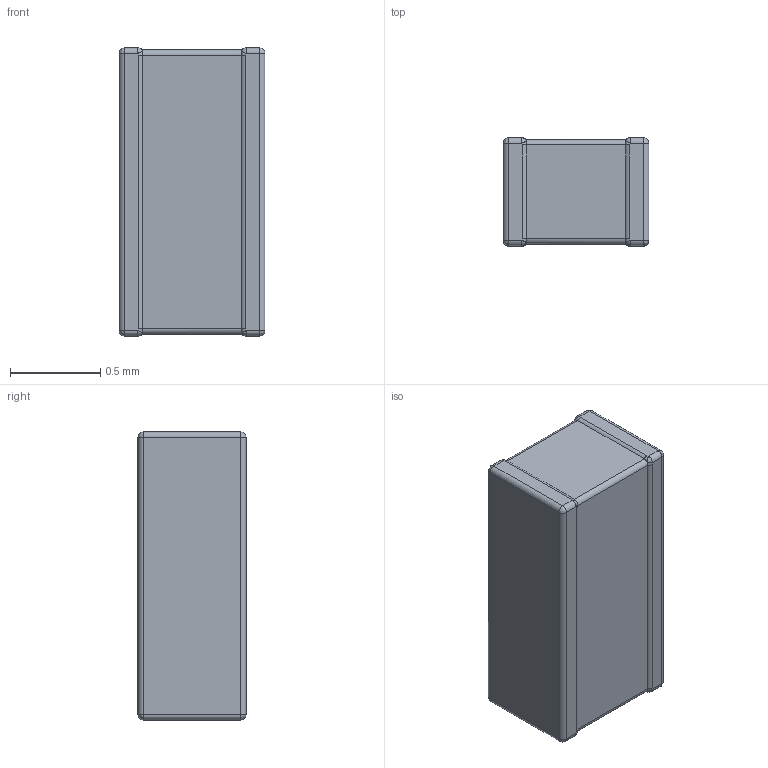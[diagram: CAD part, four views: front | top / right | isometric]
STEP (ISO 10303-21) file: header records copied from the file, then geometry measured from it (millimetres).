
FILE_DESCRIPTION (( 'STEP AP214' ), '1' );
FILE_NAME ('User Library-Capacitor 0306.STEP', '2018-08-16T13:05:25', ( '' ), ( '' ), 'SwSTEP 2.0', 'SolidWorks 2018', '' );
FILE_SCHEMA (( 'AUTOMOTIVE_DESIGN' ));
Length unit declared in the file: millimetre
Products named in the file (1): User Library-Capacitor 0306
Bounding box: 0.81 x 0.6 x 1.6 mm (x, y, z)
Volume: 0.8 mm3; surface area: 5.3 mm2
Topology: 1 solids, 1 shells, 74 faces, 160 edges, 80 vertices
Faces by surface type: bspline 32, cylinder 28, plane 14
Entity records: 3136 total; most frequent: CARTESIAN_POINT 915, ORIENTED_EDGE 304, DIRECTION 254, EDGE_CURVE 152, AXIS2_PLACEMENT_3D 91, VERTEX_POINT 80, UNCERTAINTY_MEASURE_WITH_UNIT 77, PRESENTATION_STYLE_ASSIGNMENT 76
